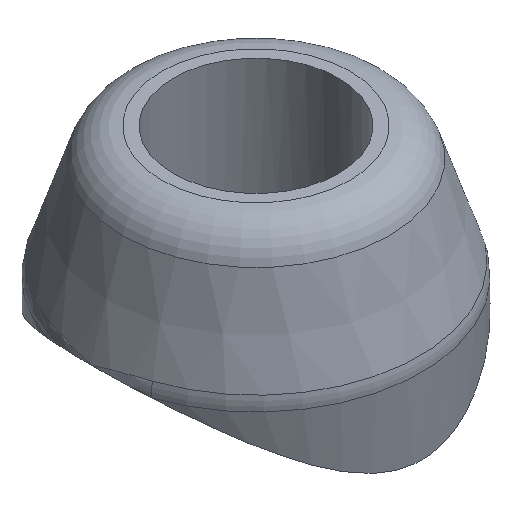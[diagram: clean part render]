
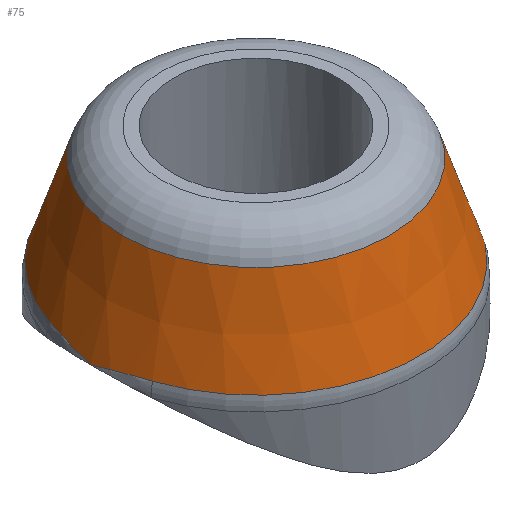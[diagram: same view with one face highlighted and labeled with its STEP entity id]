
A CAD part, isometric view. The second image highlights one B-rep face of the part: STEP entity #75.
In plain terms, the highlighted conical face has half-angle 18.435 degrees and reference radius 3.614 mm.
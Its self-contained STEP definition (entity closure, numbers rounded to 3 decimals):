
#75=ADVANCED_FACE('',(#192,#194),#196,.T.);
#192=FACE_BOUND('',#193,.T.);
#193=EDGE_LOOP('',(#549,#550,#551,#552,#553,#554,#555));
#194=FACE_OUTER_BOUND('',#195,.T.);
#195=EDGE_LOOP('',(#556));
#196=CONICAL_SURFACE('',#197,3.614,0.322);
#197=AXIS2_PLACEMENT_3D('',#198,#199,#200);
#198=CARTESIAN_POINT('',(0.,0.,2.158));
#199=DIRECTION('',(0.,0.,-1.));
#200=DIRECTION('',(0.,-1.,0.));
#549=ORIENTED_EDGE('',*,*,#593,.T.);
#550=ORIENTED_EDGE('',*,*,#594,.T.);
#551=ORIENTED_EDGE('',*,*,#595,.T.);
#552=ORIENTED_EDGE('',*,*,#596,.T.);
#553=ORIENTED_EDGE('',*,*,#597,.T.);
#554=ORIENTED_EDGE('',*,*,#598,.T.);
#555=ORIENTED_EDGE('',*,*,#599,.T.);
#556=ORIENTED_EDGE('',*,*,#600,.F.);
#593=EDGE_CURVE('',#616,#625,#626,.T.);
#594=EDGE_CURVE('',#625,#627,#628,.T.);
#595=EDGE_CURVE('',#627,#629,#630,.T.);
#596=EDGE_CURVE('',#629,#612,#631,.T.);
#597=EDGE_CURVE('',#612,#632,#633,.T.);
#598=EDGE_CURVE('',#632,#634,#635,.T.);
#599=EDGE_CURVE('',#634,#616,#636,.T.);
#600=EDGE_CURVE('',#637,#637,#638,.T.);
#612=VERTEX_POINT('',#656);
#616=VERTEX_POINT('',#788);
#625=VERTEX_POINT('',#1059);
#626=B_SPLINE_CURVE_WITH_KNOTS('',3,
(#1060,#1061,#1062,#1063,#1064,#1065,#1066),
.UNSPECIFIED.,.F.,.F.,
(4,1,1,1,4),
(0.,0.296,0.581,0.803,1.),
.UNSPECIFIED.);
#627=VERTEX_POINT('',#1067);
#628=CIRCLE('',#1068,3.949);
#629=VERTEX_POINT('',#1072);
#630=CIRCLE('',#1073,3.949);
#631=B_SPLINE_CURVE_WITH_KNOTS('',3,
(#1077,#1078,#1079,#1080,#1081,#1082),
.UNSPECIFIED.,.F.,.F.,
(4,1,1,4),
(0.,0.333,0.667,1.),
.UNSPECIFIED.);
#632=VERTEX_POINT('',#1083);
#633=B_SPLINE_CURVE_WITH_KNOTS('',3,
(#1084,#1085,#1086,#1087,#1088,#1089,#1090,#1091),
.UNSPECIFIED.,.F.,.F.,
(4,1,1,1,1,4),
(0.,0.255,0.484,0.67,0.845,1.),
.UNSPECIFIED.);
#634=VERTEX_POINT('',#1092);
#635=CIRCLE('',#1093,3.949);
#636=B_SPLINE_CURVE_WITH_KNOTS('',3,
(#1097,#1098,#1099,#1100,#1101,#1102,#1103,#1104,#1105),
.UNSPECIFIED.,.F.,.F.,
(4,1,1,1,1,1,4),
(0.,0.231,0.436,0.601,0.734,0.862,
1.),
.UNSPECIFIED.);
#637=VERTEX_POINT('',#1106);
#638=CIRCLE('',#1107,3.228);
#656=CARTESIAN_POINT('',(-4.,0.,1.));
#788=CARTESIAN_POINT('',(4.,0.,1.));
#1059=CARTESIAN_POINT('',(3.747,1.247,1.154));
#1060=CARTESIAN_POINT('',(4.,0.,1.));
#1061=CARTESIAN_POINT('',(3.99,0.129,1.029));
#1062=CARTESIAN_POINT('',(3.96,0.378,1.083));
#1063=CARTESIAN_POINT('',(3.897,0.715,1.128));
#1064=CARTESIAN_POINT('',(3.823,1.003,1.15));
#1065=CARTESIAN_POINT('',(3.772,1.17,1.153));
#1066=CARTESIAN_POINT('',(3.747,1.247,1.154));
#1067=CARTESIAN_POINT('',(0.,3.949,1.154));
#1068=AXIS2_PLACEMENT_3D('',#1069,#1070,#1071);
#1069=CARTESIAN_POINT('',(0.,0.,1.154));
#1070=DIRECTION('',(0.,0.,1.));
#1071=DIRECTION('',(0.949,0.316,0.));
#1072=CARTESIAN_POINT('',(-3.747,1.247,1.154));
#1073=AXIS2_PLACEMENT_3D('',#1074,#1075,#1076);
#1074=CARTESIAN_POINT('',(0.,0.,1.154));
#1075=DIRECTION('',(0.,0.,1.));
#1076=DIRECTION('',(0.,1.,0.));
#1077=CARTESIAN_POINT('',(-3.747,1.247,1.154));
#1078=CARTESIAN_POINT('',(-3.791,1.116,1.153));
#1079=CARTESIAN_POINT('',(-3.868,0.848,1.144));
#1080=CARTESIAN_POINT('',(-3.954,0.43,1.093));
#1081=CARTESIAN_POINT('',(-3.989,0.145,1.033));
#1082=CARTESIAN_POINT('',(-4.,0.,1.));
#1083=CARTESIAN_POINT('',(-3.747,-1.247,1.154));
#1084=CARTESIAN_POINT('',(-4.,0.,1.));
#1085=CARTESIAN_POINT('',(-3.991,-0.111,1.026));
#1086=CARTESIAN_POINT('',(-3.968,-0.318,1.07));
#1087=CARTESIAN_POINT('',(-3.919,-0.602,1.114));
#1088=CARTESIAN_POINT('',(-3.864,-0.846,1.139));
#1089=CARTESIAN_POINT('',(-3.808,-1.055,1.152));
#1090=CARTESIAN_POINT('',(-3.767,-1.187,1.154));
#1091=CARTESIAN_POINT('',(-3.747,-1.247,1.154));
#1092=CARTESIAN_POINT('',(3.747,-1.247,1.154));
#1093=AXIS2_PLACEMENT_3D('',#1094,#1095,#1096);
#1094=CARTESIAN_POINT('',(0.,0.,1.154));
#1095=DIRECTION('',(0.,0.,1.));
#1096=DIRECTION('',(-0.949,-0.316,0.));
#1097=CARTESIAN_POINT('',(3.747,-1.247,1.154));
#1098=CARTESIAN_POINT('',(3.777,-1.156,1.153));
#1099=CARTESIAN_POINT('',(3.829,-0.982,1.15));
#1100=CARTESIAN_POINT('',(3.89,-0.736,1.129));
#1101=CARTESIAN_POINT('',(3.933,-0.526,1.102));
#1102=CARTESIAN_POINT('',(3.962,-0.345,1.073));
#1103=CARTESIAN_POINT('',(3.984,-0.174,1.039));
#1104=CARTESIAN_POINT('',(3.996,-0.06,1.013));
#1105=CARTESIAN_POINT('',(4.,0.,1.));
#1106=CARTESIAN_POINT('',(0.,3.228,3.316));
#1107=AXIS2_PLACEMENT_3D('',#1108,#1109,#1110);
#1108=CARTESIAN_POINT('',(0.,0.,3.316));
#1109=DIRECTION('',(0.,0.,1.));
#1110=DIRECTION('',(0.,1.,0.));
